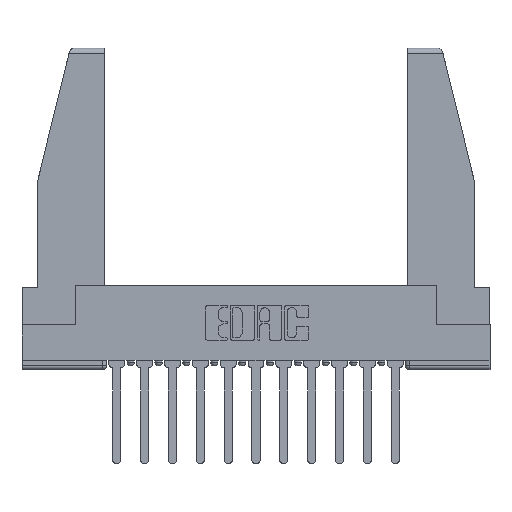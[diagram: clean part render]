
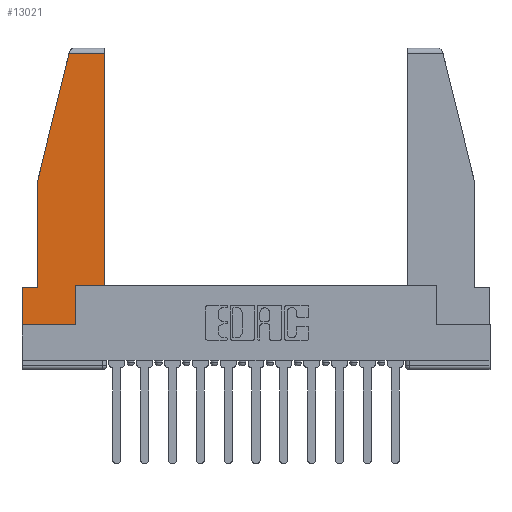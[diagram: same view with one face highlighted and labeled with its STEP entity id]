
A CAD part, top view. The second image highlights one B-rep face of the part: STEP entity #13021.
In plain terms, the highlighted planar face has unit normal (0, 0, 1).
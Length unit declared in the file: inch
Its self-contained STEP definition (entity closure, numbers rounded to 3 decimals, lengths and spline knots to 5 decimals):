
#121 = CARTESIAN_POINT ( 'NONE',  ( 0., 0.21, 0. ) ) ;
#171 = EDGE_CURVE ( 'NONE', #14954, #6677, #10606, .T. ) ;
#734 = LINE ( 'NONE', #6545, #5694 ) ;
#789 = LINE ( 'NONE', #6310, #2070 ) ;
#944 = DIRECTION ( 'NONE',  ( 0., 1., 0. ) ) ;
#1076 = DIRECTION ( 'NONE',  ( 0., 0., 1. ) ) ;
#1307 = FACE_OUTER_BOUND ( 'NONE', #9928, .T. ) ;
#1370 = VERTEX_POINT ( 'NONE', #8236 ) ;
#1480 = VECTOR ( 'NONE', #8590, 39.37008 ) ;
#1490 = VERTEX_POINT ( 'NONE', #1738 ) ;
#1738 = CARTESIAN_POINT ( 'NONE',  ( 0.461, 1.52, 0. ) ) ;
#2070 = VECTOR ( 'NONE', #14990, 39.37008 ) ;
#2097 = CARTESIAN_POINT ( 'NONE',  ( 0., 1.52, 0. ) ) ;
#2253 = LINE ( 'NONE', #2097, #13008 ) ;
#2340 = EDGE_CURVE ( 'NONE', #8500, #14954, #8446, .T. ) ;
#2544 = VERTEX_POINT ( 'NONE', #2858 ) ;
#2827 = EDGE_CURVE ( 'NONE', #5133, #8500, #14286, .T. ) ;
#2858 = CARTESIAN_POINT ( 'NONE',  ( 0.297, 0.223, 0. ) ) ;
#2889 = LINE ( 'NONE', #14961, #14028 ) ;
#2982 = CARTESIAN_POINT ( 'NONE',  ( 0., 0., 0. ) ) ;
#3409 = CARTESIAN_POINT ( 'NONE',  ( 0.086, 0.8, 0. ) ) ;
#3482 = ORIENTED_EDGE ( 'NONE', *, *, #15383, .T. ) ;
#3503 = DIRECTION ( 'NONE',  ( -1., 0., 0. ) ) ;
#3851 = ORIENTED_EDGE ( 'NONE', *, *, #10743, .T. ) ;
#3981 = VECTOR ( 'NONE', #7398, 39.37008 ) ;
#4272 = ORIENTED_EDGE ( 'NONE', *, *, #9939, .T. ) ;
#4515 = VECTOR ( 'NONE', #3503, 39.37008 ) ;
#4938 = CARTESIAN_POINT ( 'NONE',  ( 0., 0.21, 0. ) ) ;
#5069 = CARTESIAN_POINT ( 'NONE',  ( 0.297, 0., 0. ) ) ;
#5133 = VERTEX_POINT ( 'NONE', #5941 ) ;
#5155 = LINE ( 'NONE', #5234, #3981 ) ;
#5234 = CARTESIAN_POINT ( 'NONE',  ( 0.297, 0.223, 0. ) ) ;
#5502 = AXIS2_PLACEMENT_3D ( 'NONE', #13299, #1076, #10747 ) ;
#5576 = DIRECTION ( 'NONE',  ( 0., 1., 0. ) ) ;
#5694 = VECTOR ( 'NONE', #5576, 39.37008 ) ;
#5905 = DIRECTION ( 'NONE',  ( -1., 0., 0. ) ) ;
#5941 = CARTESIAN_POINT ( 'NONE',  ( 0.086, 0.8, 0. ) ) ;
#5954 = ORIENTED_EDGE ( 'NONE', *, *, #171, .T. ) ;
#6310 = CARTESIAN_POINT ( 'NONE',  ( 0., 0., 0. ) ) ;
#6335 = EDGE_CURVE ( 'NONE', #6677, #11415, #789, .T. ) ;
#6453 = ORIENTED_EDGE ( 'NONE', *, *, #10150, .T. ) ;
#6545 = CARTESIAN_POINT ( 'NONE',  ( 0.297, 0., 0. ) ) ;
#6677 = VERTEX_POINT ( 'NONE', #2982 ) ;
#7041 = PLANE ( 'NONE',  #5502 ) ;
#7398 = DIRECTION ( 'NONE',  ( 1., 0., 0. ) ) ;
#7746 = DIRECTION ( 'NONE',  ( -0.239, -0.971, 0. ) ) ;
#8236 = CARTESIAN_POINT ( 'NONE',  ( 0.2636, 1.52, 0. ) ) ;
#8293 = ORIENTED_EDGE ( 'NONE', *, *, #9169, .T. ) ;
#8446 = LINE ( 'NONE', #4938, #4515 ) ;
#8472 = VECTOR ( 'NONE', #944, 39.37008 ) ;
#8500 = VERTEX_POINT ( 'NONE', #15366 ) ;
#8590 = DIRECTION ( 'NONE',  ( 0., -1., 0. ) ) ;
#8638 = DIRECTION ( 'NONE',  ( 0., -1., 0. ) ) ;
#8758 = ORIENTED_EDGE ( 'NONE', *, *, #2340, .T. ) ;
#9169 = EDGE_CURVE ( 'NONE', #1490, #1370, #2253, .T. ) ;
#9928 = EDGE_LOOP ( 'NONE', ( #4272, #8293, #6453, #14038, #8758, #5954, #10104, #3851, #3482 ) ) ;
#9939 = EDGE_CURVE ( 'NONE', #12941, #1490, #12937, .T. ) ;
#10104 = ORIENTED_EDGE ( 'NONE', *, *, #6335, .T. ) ;
#10150 = EDGE_CURVE ( 'NONE', #1370, #5133, #2889, .T. ) ;
#10365 = CARTESIAN_POINT ( 'NONE',  ( 0.461, 0.223, 0. ) ) ;
#10519 = VECTOR ( 'NONE', #8638, 39.37008 ) ;
#10606 = LINE ( 'NONE', #121, #10519 ) ;
#10743 = EDGE_CURVE ( 'NONE', #11415, #2544, #734, .T. ) ;
#10747 = DIRECTION ( 'NONE',  ( 1., 0., 0. ) ) ;
#11361 = CARTESIAN_POINT ( 'NONE',  ( 0., 0.21, 0. ) ) ;
#11415 = VERTEX_POINT ( 'NONE', #5069 ) ;
#12937 = LINE ( 'NONE', #14356, #8472 ) ;
#12941 = VERTEX_POINT ( 'NONE', #10365 ) ;
#13008 = VECTOR ( 'NONE', #5905, 39.37008 ) ;
#13021 = ADVANCED_FACE ( 'NONE', ( #1307 ), #7041, .T. ) ;
#13299 = CARTESIAN_POINT ( 'NONE',  ( 0., 0., 0. ) ) ;
#14028 = VECTOR ( 'NONE', #7746, 39.37008 ) ;
#14038 = ORIENTED_EDGE ( 'NONE', *, *, #2827, .T. ) ;
#14286 = LINE ( 'NONE', #3409, #1480 ) ;
#14356 = CARTESIAN_POINT ( 'NONE',  ( 0.461, 0.223, 0. ) ) ;
#14954 = VERTEX_POINT ( 'NONE', #11361 ) ;
#14961 = CARTESIAN_POINT ( 'NONE',  ( 0.271, 1.55, 0. ) ) ;
#14990 = DIRECTION ( 'NONE',  ( 1., 0., 0. ) ) ;
#15366 = CARTESIAN_POINT ( 'NONE',  ( 0.086, 0.21, 0. ) ) ;
#15383 = EDGE_CURVE ( 'NONE', #2544, #12941, #5155, .T. ) ;
